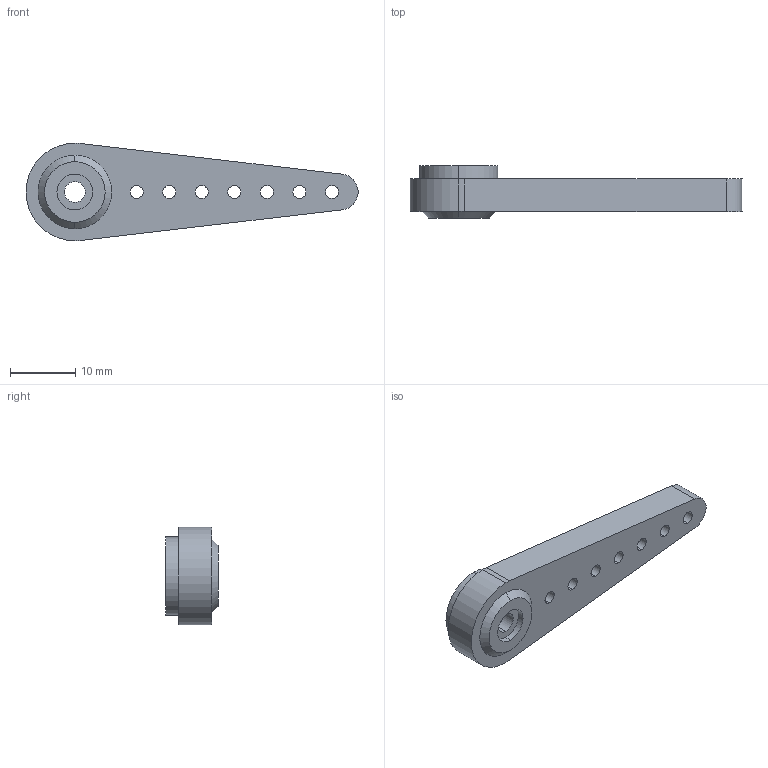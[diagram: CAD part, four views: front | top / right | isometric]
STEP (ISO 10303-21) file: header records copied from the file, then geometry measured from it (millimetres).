
FILE_DESCRIPTION (( 'STEP AP203' ), '1' );
FILE_NAME ('DS51_Gear_Horn_Défaut_sldprt.STEP', '2024-07-29T05:24:25', ( '' ), ( '' ), 'SwSTEP 2.0', 'SolidWorks 2023', '' );
FILE_SCHEMA (( 'CONFIG_CONTROL_DESIGN' ));
Length unit declared in the file: millimetre
Products named in the file (1): DS51_Gear_Horn_Défaut_sldprt
Bounding box: 50.99 x 8 x 15 mm (x, y, z)
Volume: 2543.8 mm3; surface area: 2132.9 mm2
Topology: 1 solids, 1 shells, 130 faces, 372 edges, 248 vertices
Faces by surface type: plane 80, cylinder 48, cone 2
Entity records: 4365 total; most frequent: CARTESIAN_POINT 751, ORIENTED_EDGE 744, DIRECTION 734, EDGE_CURVE 372, VECTOR 272, LINE 272, VERTEX_POINT 248, AXIS2_PLACEMENT_3D 231
